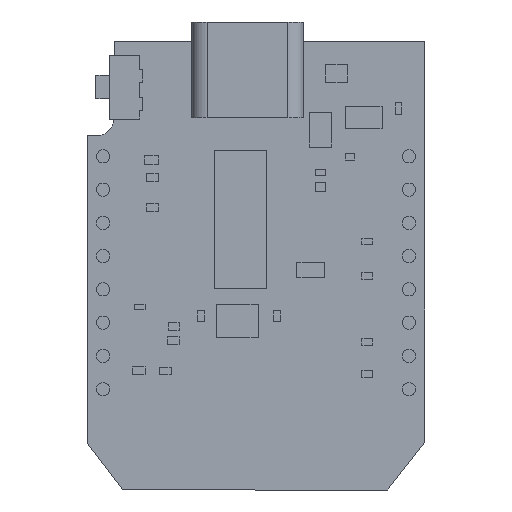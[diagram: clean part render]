
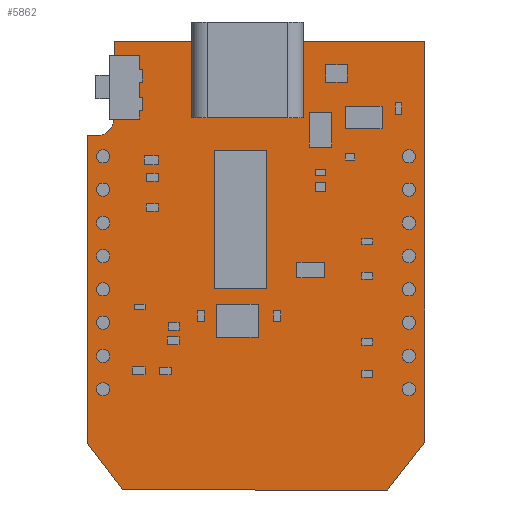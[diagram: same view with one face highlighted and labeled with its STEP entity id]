
A CAD part, front view. The second image highlights one B-rep face of the part: STEP entity #5862.
In plain terms, the highlighted planar face has unit normal (0, -1, 0).
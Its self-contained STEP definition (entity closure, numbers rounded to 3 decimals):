
#224=FACE_BOUND('',#875,.T.);
#225=FACE_BOUND('',#876,.T.);
#226=FACE_BOUND('',#877,.T.);
#227=FACE_BOUND('',#878,.T.);
#228=FACE_BOUND('',#879,.T.);
#229=FACE_BOUND('',#880,.T.);
#230=FACE_BOUND('',#881,.T.);
#231=FACE_BOUND('',#882,.T.);
#232=FACE_BOUND('',#883,.T.);
#233=FACE_BOUND('',#884,.T.);
#234=FACE_BOUND('',#885,.T.);
#235=FACE_BOUND('',#886,.T.);
#236=FACE_BOUND('',#887,.T.);
#237=FACE_BOUND('',#888,.T.);
#238=FACE_BOUND('',#889,.T.);
#239=FACE_BOUND('',#890,.T.);
#290=CIRCLE('',#6329,1.342);
#291=CIRCLE('',#6330,0.5);
#292=CIRCLE('',#6331,0.5);
#293=CIRCLE('',#6332,0.5);
#294=CIRCLE('',#6333,0.5);
#295=CIRCLE('',#6334,0.5);
#296=CIRCLE('',#6335,0.5);
#297=CIRCLE('',#6336,0.5);
#298=CIRCLE('',#6337,0.5);
#299=CIRCLE('',#6338,0.5);
#300=CIRCLE('',#6339,0.5);
#301=CIRCLE('',#6340,0.5);
#302=CIRCLE('',#6341,0.5);
#303=CIRCLE('',#6342,0.5);
#304=CIRCLE('',#6343,0.5);
#305=CIRCLE('',#6344,0.5);
#306=CIRCLE('',#6345,0.5);
#495=FACE_OUTER_BOUND('',#874,.T.);
#874=EDGE_LOOP('',(#3939,#3940,#3941,#3942,#3943,#3944,#3945,#3946,#3947));
#875=EDGE_LOOP('',(#3948));
#876=EDGE_LOOP('',(#3949));
#877=EDGE_LOOP('',(#3950));
#878=EDGE_LOOP('',(#3951));
#879=EDGE_LOOP('',(#3952));
#880=EDGE_LOOP('',(#3953));
#881=EDGE_LOOP('',(#3954));
#882=EDGE_LOOP('',(#3955));
#883=EDGE_LOOP('',(#3956));
#884=EDGE_LOOP('',(#3957));
#885=EDGE_LOOP('',(#3958));
#886=EDGE_LOOP('',(#3959));
#887=EDGE_LOOP('',(#3960));
#888=EDGE_LOOP('',(#3961));
#889=EDGE_LOOP('',(#3962));
#890=EDGE_LOOP('',(#3963));
#1316=LINE('',#8713,#1937);
#1320=LINE('',#8722,#1941);
#1324=LINE('',#8730,#1945);
#1327=LINE('',#8735,#1948);
#1328=LINE('',#8737,#1949);
#1329=LINE('',#8739,#1950);
#1330=LINE('',#8741,#1951);
#1331=LINE('',#8744,#1952);
#1937=VECTOR('',#6917,10.);
#1941=VECTOR('',#6923,10.);
#1945=VECTOR('',#6929,10.);
#1948=VECTOR('',#6934,10.);
#1949=VECTOR('',#6935,10.);
#1950=VECTOR('',#6936,10.);
#1951=VECTOR('',#6937,10.);
#1952=VECTOR('',#6940,10.);
#2558=VERTEX_POINT('',#8711);
#2559=VERTEX_POINT('',#8712);
#2562=VERTEX_POINT('',#8720);
#2563=VERTEX_POINT('',#8721);
#2566=VERTEX_POINT('',#8729);
#2568=VERTEX_POINT('',#8736);
#2569=VERTEX_POINT('',#8738);
#2570=VERTEX_POINT('',#8740);
#2571=VERTEX_POINT('',#8742);
#2572=VERTEX_POINT('',#8745);
#2573=VERTEX_POINT('',#8747);
#2574=VERTEX_POINT('',#8749);
#2575=VERTEX_POINT('',#8751);
#2576=VERTEX_POINT('',#8753);
#2577=VERTEX_POINT('',#8755);
#2578=VERTEX_POINT('',#8757);
#2579=VERTEX_POINT('',#8759);
#2580=VERTEX_POINT('',#8761);
#2581=VERTEX_POINT('',#8763);
#2582=VERTEX_POINT('',#8765);
#2583=VERTEX_POINT('',#8767);
#2584=VERTEX_POINT('',#8769);
#2585=VERTEX_POINT('',#8771);
#2586=VERTEX_POINT('',#8773);
#2587=VERTEX_POINT('',#8775);
#3104=EDGE_CURVE('',#2558,#2559,#1316,.T.);
#3108=EDGE_CURVE('',#2562,#2563,#1320,.T.);
#3112=EDGE_CURVE('',#2566,#2558,#1324,.T.);
#3115=EDGE_CURVE('',#2559,#2562,#1327,.T.);
#3116=EDGE_CURVE('',#2563,#2568,#1328,.T.);
#3117=EDGE_CURVE('',#2568,#2569,#1329,.T.);
#3118=EDGE_CURVE('',#2569,#2570,#1330,.T.);
#3119=EDGE_CURVE('',#2570,#2571,#290,.T.);
#3120=EDGE_CURVE('',#2566,#2571,#1331,.T.);
#3121=EDGE_CURVE('',#2572,#2572,#291,.T.);
#3122=EDGE_CURVE('',#2573,#2573,#292,.T.);
#3123=EDGE_CURVE('',#2574,#2574,#293,.T.);
#3124=EDGE_CURVE('',#2575,#2575,#294,.T.);
#3125=EDGE_CURVE('',#2576,#2576,#295,.T.);
#3126=EDGE_CURVE('',#2577,#2577,#296,.T.);
#3127=EDGE_CURVE('',#2578,#2578,#297,.T.);
#3128=EDGE_CURVE('',#2579,#2579,#298,.T.);
#3129=EDGE_CURVE('',#2580,#2580,#299,.T.);
#3130=EDGE_CURVE('',#2581,#2581,#300,.T.);
#3131=EDGE_CURVE('',#2582,#2582,#301,.T.);
#3132=EDGE_CURVE('',#2583,#2583,#302,.T.);
#3133=EDGE_CURVE('',#2584,#2584,#303,.T.);
#3134=EDGE_CURVE('',#2585,#2585,#304,.T.);
#3135=EDGE_CURVE('',#2586,#2586,#305,.T.);
#3136=EDGE_CURVE('',#2587,#2587,#306,.T.);
#3939=ORIENTED_EDGE('',*,*,#3104,.T.);
#3940=ORIENTED_EDGE('',*,*,#3115,.T.);
#3941=ORIENTED_EDGE('',*,*,#3108,.T.);
#3942=ORIENTED_EDGE('',*,*,#3116,.T.);
#3943=ORIENTED_EDGE('',*,*,#3117,.T.);
#3944=ORIENTED_EDGE('',*,*,#3118,.T.);
#3945=ORIENTED_EDGE('',*,*,#3119,.T.);
#3946=ORIENTED_EDGE('',*,*,#3120,.F.);
#3947=ORIENTED_EDGE('',*,*,#3112,.T.);
#3948=ORIENTED_EDGE('',*,*,#3121,.T.);
#3949=ORIENTED_EDGE('',*,*,#3122,.T.);
#3950=ORIENTED_EDGE('',*,*,#3123,.T.);
#3951=ORIENTED_EDGE('',*,*,#3124,.T.);
#3952=ORIENTED_EDGE('',*,*,#3125,.T.);
#3953=ORIENTED_EDGE('',*,*,#3126,.T.);
#3954=ORIENTED_EDGE('',*,*,#3127,.T.);
#3955=ORIENTED_EDGE('',*,*,#3128,.T.);
#3956=ORIENTED_EDGE('',*,*,#3129,.T.);
#3957=ORIENTED_EDGE('',*,*,#3130,.T.);
#3958=ORIENTED_EDGE('',*,*,#3131,.T.);
#3959=ORIENTED_EDGE('',*,*,#3132,.T.);
#3960=ORIENTED_EDGE('',*,*,#3133,.T.);
#3961=ORIENTED_EDGE('',*,*,#3134,.T.);
#3962=ORIENTED_EDGE('',*,*,#3135,.T.);
#3963=ORIENTED_EDGE('',*,*,#3136,.T.);
#5576=PLANE('',#6328);
#5862=ADVANCED_FACE('',(#495,#224,#225,#226,#227,#228,#229,#230,#231,#232,
#233,#234,#235,#236,#237,#238,#239),#5576,.F.);
#6328=AXIS2_PLACEMENT_3D('',#8734,#6932,#6933);
#6329=AXIS2_PLACEMENT_3D('',#8743,#6938,#6939);
#6330=AXIS2_PLACEMENT_3D('',#8746,#6941,#6942);
#6331=AXIS2_PLACEMENT_3D('',#8748,#6943,#6944);
#6332=AXIS2_PLACEMENT_3D('',#8750,#6945,#6946);
#6333=AXIS2_PLACEMENT_3D('',#8752,#6947,#6948);
#6334=AXIS2_PLACEMENT_3D('',#8754,#6949,#6950);
#6335=AXIS2_PLACEMENT_3D('',#8756,#6951,#6952);
#6336=AXIS2_PLACEMENT_3D('',#8758,#6953,#6954);
#6337=AXIS2_PLACEMENT_3D('',#8760,#6955,#6956);
#6338=AXIS2_PLACEMENT_3D('',#8762,#6957,#6958);
#6339=AXIS2_PLACEMENT_3D('',#8764,#6959,#6960);
#6340=AXIS2_PLACEMENT_3D('',#8766,#6961,#6962);
#6341=AXIS2_PLACEMENT_3D('',#8768,#6963,#6964);
#6342=AXIS2_PLACEMENT_3D('',#8770,#6965,#6966);
#6343=AXIS2_PLACEMENT_3D('',#8772,#6967,#6968);
#6344=AXIS2_PLACEMENT_3D('',#8774,#6969,#6970);
#6345=AXIS2_PLACEMENT_3D('',#8776,#6971,#6972);
#6917=DIRECTION('',(0.607,0.,-0.795));
#6923=DIRECTION('',(0.612,0.,0.791));
#6929=DIRECTION('',(0.,0.,-1.));
#6932=DIRECTION('center_axis',(0.,1.,0.));
#6933=DIRECTION('ref_axis',(1.,0.,0.));
#6934=DIRECTION('',(1.,0.,0.));
#6935=DIRECTION('',(0.,0.,1.));
#6936=DIRECTION('',(-1.,0.,0.));
#6937=DIRECTION('',(0.,0.,-1.));
#6938=DIRECTION('center_axis',(0.,1.,0.));
#6939=DIRECTION('ref_axis',(1.,0.,0.));
#6940=DIRECTION('',(1.,0.,0.));
#6941=DIRECTION('center_axis',(0.,1.,0.));
#6942=DIRECTION('ref_axis',(1.,0.,0.));
#6943=DIRECTION('center_axis',(0.,1.,0.));
#6944=DIRECTION('ref_axis',(1.,0.,0.));
#6945=DIRECTION('center_axis',(0.,1.,0.));
#6946=DIRECTION('ref_axis',(1.,0.,0.));
#6947=DIRECTION('center_axis',(0.,1.,0.));
#6948=DIRECTION('ref_axis',(1.,0.,0.));
#6949=DIRECTION('center_axis',(0.,1.,0.));
#6950=DIRECTION('ref_axis',(1.,0.,0.));
#6951=DIRECTION('center_axis',(0.,1.,0.));
#6952=DIRECTION('ref_axis',(1.,0.,0.));
#6953=DIRECTION('center_axis',(0.,1.,0.));
#6954=DIRECTION('ref_axis',(1.,0.,0.));
#6955=DIRECTION('center_axis',(0.,1.,0.));
#6956=DIRECTION('ref_axis',(1.,0.,0.));
#6957=DIRECTION('center_axis',(0.,1.,0.));
#6958=DIRECTION('ref_axis',(1.,0.,0.));
#6959=DIRECTION('center_axis',(0.,1.,0.));
#6960=DIRECTION('ref_axis',(1.,0.,0.));
#6961=DIRECTION('center_axis',(0.,1.,0.));
#6962=DIRECTION('ref_axis',(1.,0.,0.));
#6963=DIRECTION('center_axis',(0.,1.,0.));
#6964=DIRECTION('ref_axis',(1.,0.,0.));
#6965=DIRECTION('center_axis',(0.,1.,0.));
#6966=DIRECTION('ref_axis',(1.,0.,0.));
#6967=DIRECTION('center_axis',(0.,1.,0.));
#6968=DIRECTION('ref_axis',(1.,0.,0.));
#6969=DIRECTION('center_axis',(0.,1.,0.));
#6970=DIRECTION('ref_axis',(1.,0.,0.));
#6971=DIRECTION('center_axis',(0.,1.,0.));
#6972=DIRECTION('ref_axis',(1.,0.,0.));
#8711=CARTESIAN_POINT('',(0.2,0.,3.518));
#8712=CARTESIAN_POINT('',(2.888,0.,0.));
#8713=CARTESIAN_POINT('',(0.636,0.,2.947));
#8720=CARTESIAN_POINT('',(23.126,0.,0.));
#8721=CARTESIAN_POINT('',(25.95,0.,3.653));
#8722=CARTESIAN_POINT('',(26.8,0.,4.752));
#8729=CARTESIAN_POINT('',(0.2,0.,27.04));
#8730=CARTESIAN_POINT('',(0.2,0.,27.04));
#8734=CARTESIAN_POINT('Origin',(13.075,0.,17.12));
#8735=CARTESIAN_POINT('',(2.089,0.,0.));
#8736=CARTESIAN_POINT('',(25.95,0.,34.24));
#8737=CARTESIAN_POINT('',(25.95,0.,1.719));
#8738=CARTESIAN_POINT('',(2.232,0.,34.24));
#8739=CARTESIAN_POINT('',(7.59,0.,34.24));
#8740=CARTESIAN_POINT('',(2.232,0.,28.383));
#8741=CARTESIAN_POINT('',(2.232,0.,34.24));
#8742=CARTESIAN_POINT('',(0.89,0.,27.04));
#8743=CARTESIAN_POINT('Origin',(0.89,0.,28.383));
#8744=CARTESIAN_POINT('',(0.2,0.,27.04));
#8745=CARTESIAN_POINT('',(0.9,0.,25.48));
#8746=CARTESIAN_POINT('Origin',(1.4,0.,25.48));
#8747=CARTESIAN_POINT('',(0.9,0.,12.78));
#8748=CARTESIAN_POINT('Origin',(1.4,0.,12.78));
#8749=CARTESIAN_POINT('',(24.25,0.,17.86));
#8750=CARTESIAN_POINT('Origin',(24.75,0.,17.86));
#8751=CARTESIAN_POINT('',(24.25,0.,15.32));
#8752=CARTESIAN_POINT('Origin',(24.75,0.,15.32));
#8753=CARTESIAN_POINT('',(0.9,0.,7.7));
#8754=CARTESIAN_POINT('Origin',(1.4,0.,7.7));
#8755=CARTESIAN_POINT('',(24.25,0.,20.4));
#8756=CARTESIAN_POINT('Origin',(24.75,0.,20.4));
#8757=CARTESIAN_POINT('',(24.25,0.,22.94));
#8758=CARTESIAN_POINT('Origin',(24.75,0.,22.94));
#8759=CARTESIAN_POINT('',(0.9,0.,15.32));
#8760=CARTESIAN_POINT('Origin',(1.4,0.,15.32));
#8761=CARTESIAN_POINT('',(0.9,0.,22.94));
#8762=CARTESIAN_POINT('Origin',(1.4,0.,22.94));
#8763=CARTESIAN_POINT('',(0.9,0.,20.4));
#8764=CARTESIAN_POINT('Origin',(1.4,0.,20.4));
#8765=CARTESIAN_POINT('',(24.25,0.,10.24));
#8766=CARTESIAN_POINT('Origin',(24.75,0.,10.24));
#8767=CARTESIAN_POINT('',(24.25,0.,12.78));
#8768=CARTESIAN_POINT('Origin',(24.75,0.,12.78));
#8769=CARTESIAN_POINT('',(24.25,0.,7.7));
#8770=CARTESIAN_POINT('Origin',(24.75,0.,7.7));
#8771=CARTESIAN_POINT('',(24.25,0.,25.48));
#8772=CARTESIAN_POINT('Origin',(24.75,0.,25.48));
#8773=CARTESIAN_POINT('',(0.9,0.,10.24));
#8774=CARTESIAN_POINT('Origin',(1.4,0.,10.24));
#8775=CARTESIAN_POINT('',(0.9,0.,17.86));
#8776=CARTESIAN_POINT('Origin',(1.4,0.,17.86));
